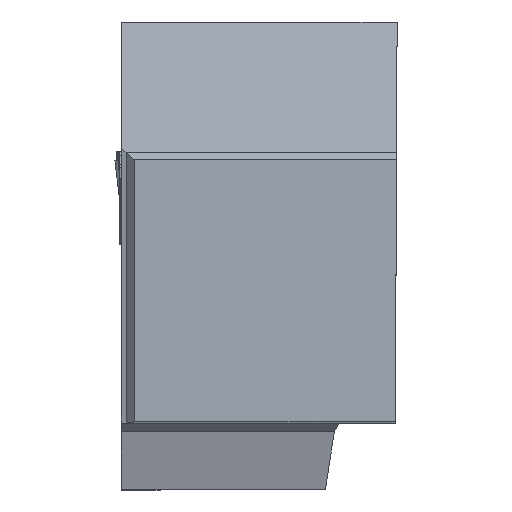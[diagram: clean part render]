
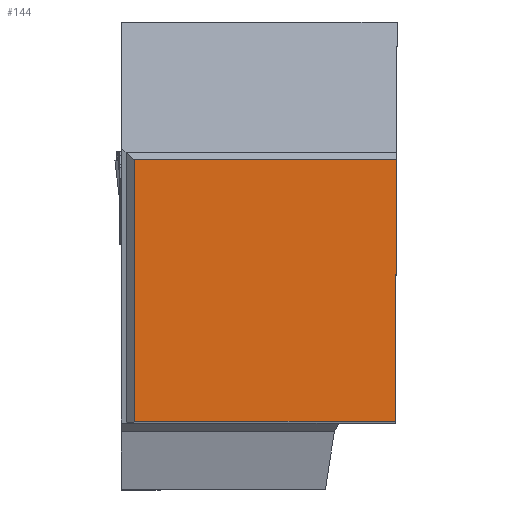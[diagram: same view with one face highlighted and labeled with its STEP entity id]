
A CAD part, top view. The second image highlights one B-rep face of the part: STEP entity #144.
In plain terms, the highlighted planar face has unit normal (0, 0, 1).
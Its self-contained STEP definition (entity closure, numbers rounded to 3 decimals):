
#144=ADVANCED_FACE('BLANK_BOXF006',(#242),#189,.F.);
#189=PLANE('',#1288);
#242=FACE_OUTER_BOUND('',#298,.T.);
#298=EDGE_LOOP('',(#563,#564,#565,#566));
#563=ORIENTED_EDGE('',*,*,#888,.F.);
#564=ORIENTED_EDGE('',*,*,#889,.F.);
#565=ORIENTED_EDGE('',*,*,#887,.F.);
#566=ORIENTED_EDGE('',*,*,#890,.F.);
#748=VERTEX_POINT('',#1934);
#751=VERTEX_POINT('',#1940);
#752=VERTEX_POINT('',#1944);
#753=VERTEX_POINT('',#1945);
#887=EDGE_CURVE('',#751,#748,#1011,.T.);
#888=EDGE_CURVE('',#752,#753,#1012,.T.);
#889=EDGE_CURVE('',#748,#752,#1013,.T.);
#890=EDGE_CURVE('',#753,#751,#1014,.T.);
#1011=LINE('',#1941,#1135);
#1012=LINE('',#1943,#1136);
#1013=LINE('',#1946,#1137);
#1014=LINE('',#1947,#1138);
#1135=VECTOR('',#1546,1.);
#1136=VECTOR('',#1549,1.);
#1137=VECTOR('',#1550,1.);
#1138=VECTOR('',#1551,1.);
#1288=AXIS2_PLACEMENT_3D('',#1948,#1552,#1553);
#1546=DIRECTION('',(-0.004,-1.,0.));
#1549=DIRECTION('',(0.,1.,0.));
#1550=DIRECTION('',(-1.,0.,0.));
#1551=DIRECTION('',(1.,0.,0.));
#1552=DIRECTION('',(0.,0.,-1.));
#1553=DIRECTION('',(0.,-1.,0.));
#1934=CARTESIAN_POINT('',(-0.069,0.,0.));
#1940=CARTESIAN_POINT('',(0.,15.875,0.));
#1941=CARTESIAN_POINT('',(0.371,100.849,0.));
#1943=CARTESIAN_POINT('',(-15.875,-100.85,0.));
#1944=CARTESIAN_POINT('',(-15.875,0.,0.));
#1945=CARTESIAN_POINT('',(-15.875,15.875,0.));
#1946=CARTESIAN_POINT('',(100.85,0.,0.));
#1947=CARTESIAN_POINT('',(-100.85,15.875,0.));
#1948=CARTESIAN_POINT('',(-16.675,-4.,0.));
